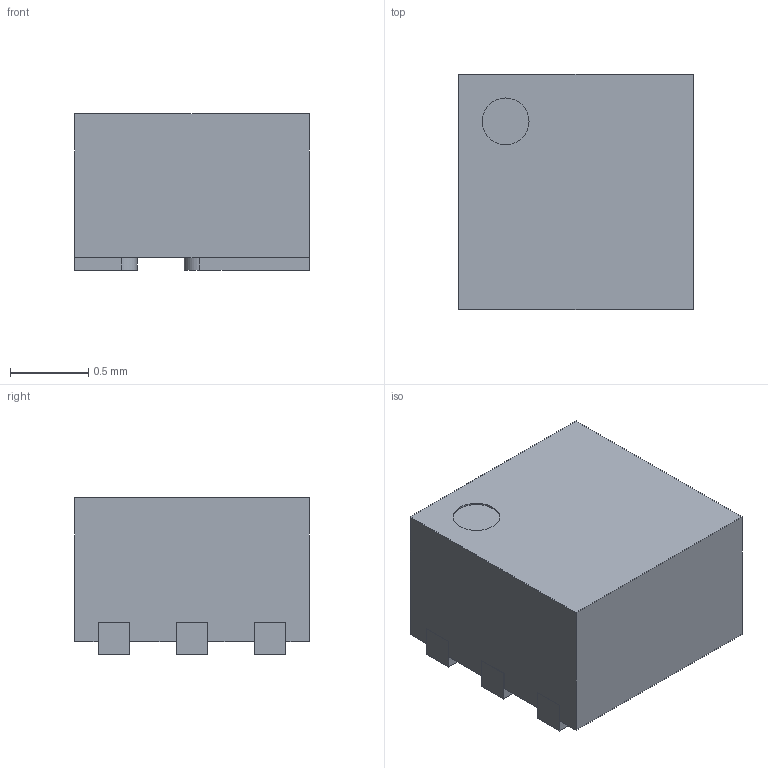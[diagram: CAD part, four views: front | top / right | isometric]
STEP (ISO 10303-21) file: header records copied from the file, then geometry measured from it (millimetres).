
FILE_DESCRIPTION(/* description */ (''),/* implementation_level */ '2;1');
FILE_NAME(/* name */ 'TI - VSON-6 DMQ0006A.step',/* time_stamp */ '2024-11-01T10:23:16Z',/* author */ (''),/* organization */ (''),/* preprocessor_version */ 'ST-DEVELOPER v20',/* originating_system */ 'Autodesk Translation Framework v13.20.0.188',/* authorisation */ '');
FILE_SCHEMA (('AUTOMOTIVE_DESIGN { 1 0 10303 214 3 1 1 }'));
Length unit declared in the file: millimetre
Products named in the file (1): TI - VSON-6 DMQ0006A
Bounding box: 1.5 x 1.5 x 1 mm (x, y, z)
Volume: 2.1 mm3; surface area: 10.8 mm2
Topology: 1 solids, 1 shells, 44 faces, 123 edges, 82 vertices
Faces by surface type: plane 38, cylinder 6
Full cylindrical faces by diameter (mm): 0.3 x1
Entity records: 1461 total; most frequent: CARTESIAN_POINT 250, ORIENTED_EDGE 246, DIRECTION 225, EDGE_CURVE 123, LINE 111, VECTOR 111, VERTEX_POINT 82, AXIS2_PLACEMENT_3D 57
